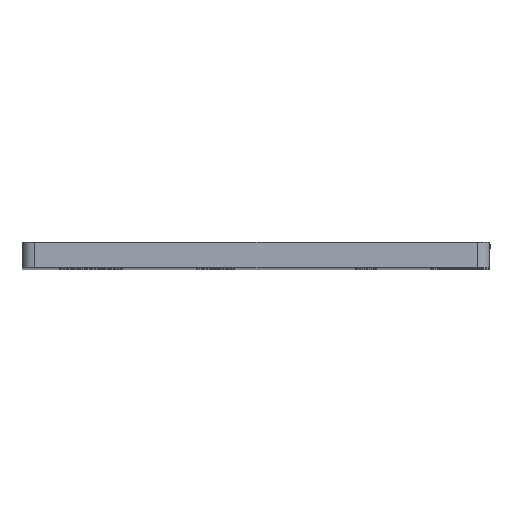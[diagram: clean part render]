
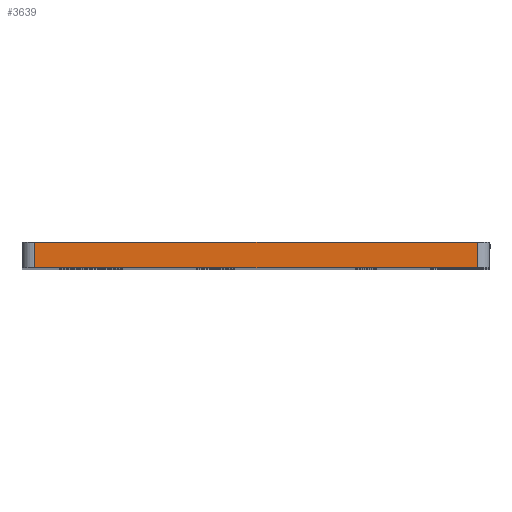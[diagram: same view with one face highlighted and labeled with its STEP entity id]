
A CAD part, top view. The second image highlights one B-rep face of the part: STEP entity #3639.
In plain terms, the highlighted planar face has unit normal (0, 0, 1).
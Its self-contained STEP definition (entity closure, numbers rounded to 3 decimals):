
#121 = LINE ( 'NONE', #2883, #3721 ) ;
#154 = DIRECTION ( 'NONE',  ( 0., 0., 1. ) ) ;
#236 = LINE ( 'NONE', #3455, #986 ) ;
#327 = FACE_OUTER_BOUND ( 'NONE', #2078, .T. ) ;
#444 = EDGE_CURVE ( 'NONE', #2038, #1050, #1789, .T. ) ;
#448 = EDGE_CURVE ( 'NONE', #3178, #2038, #236, .T. ) ;
#449 = EDGE_CURVE ( 'NONE', #2354, #3178, #621, .T. ) ;
#460 = EDGE_CURVE ( 'NONE', #2354, #1050, #121, .T. ) ;
#621 = LINE ( 'NONE', #3324, #1640 ) ;
#698 = ORIENTED_EDGE ( 'NONE', *, *, #460, .F. ) ;
#986 = VECTOR ( 'NONE', #3012, 1000. ) ;
#1050 = VERTEX_POINT ( 'NONE', #3533 ) ;
#1347 = CARTESIAN_POINT ( 'NONE',  ( 1.5, -3., 64.5 ) ) ;
#1640 = VECTOR ( 'NONE', #3219, 1000. ) ;
#1698 = ORIENTED_EDGE ( 'NONE', *, *, #449, .T. ) ;
#1789 = LINE ( 'NONE', #3381, #2965 ) ;
#1831 = ORIENTED_EDGE ( 'NONE', *, *, #448, .T. ) ;
#2038 = VERTEX_POINT ( 'NONE', #3634 ) ;
#2078 = EDGE_LOOP ( 'NONE', ( #698, #1698, #1831, #3554 ) ) ;
#2329 = DIRECTION ( 'NONE',  ( 1., 0., 0. ) ) ;
#2354 = VERTEX_POINT ( 'NONE', #3312 ) ;
#2494 = DIRECTION ( 'NONE',  ( 1., 0., 0. ) ) ;
#2510 = AXIS2_PLACEMENT_3D ( 'NONE', #3842, #154, #2329 ) ;
#2883 = CARTESIAN_POINT ( 'NONE',  ( 0., 0., 64.5 ) ) ;
#2965 = VECTOR ( 'NONE', #3354, 1000. ) ;
#3012 = DIRECTION ( 'NONE',  ( 1., 0., 0. ) ) ;
#3178 = VERTEX_POINT ( 'NONE', #1347 ) ;
#3219 = DIRECTION ( 'NONE',  ( 0., -1., 0. ) ) ;
#3312 = CARTESIAN_POINT ( 'NONE',  ( 1.5, 0., 64.5 ) ) ;
#3324 = CARTESIAN_POINT ( 'NONE',  ( 1.5, -3., 64.5 ) ) ;
#3354 = DIRECTION ( 'NONE',  ( 0., 1., 0. ) ) ;
#3381 = CARTESIAN_POINT ( 'NONE',  ( 52.9, -3., 64.5 ) ) ;
#3455 = CARTESIAN_POINT ( 'NONE',  ( 0., -3., 64.5 ) ) ;
#3490 = PLANE ( 'NONE',  #2510 ) ;
#3533 = CARTESIAN_POINT ( 'NONE',  ( 52.9, 0., 64.5 ) ) ;
#3554 = ORIENTED_EDGE ( 'NONE', *, *, #444, .T. ) ;
#3634 = CARTESIAN_POINT ( 'NONE',  ( 52.9, -3., 64.5 ) ) ;
#3639 = ADVANCED_FACE ( 'NONE', ( #327 ), #3490, .T. ) ;
#3721 = VECTOR ( 'NONE', #2494, 1000. ) ;
#3842 = CARTESIAN_POINT ( 'NONE',  ( 0., -3., 64.5 ) ) ;
